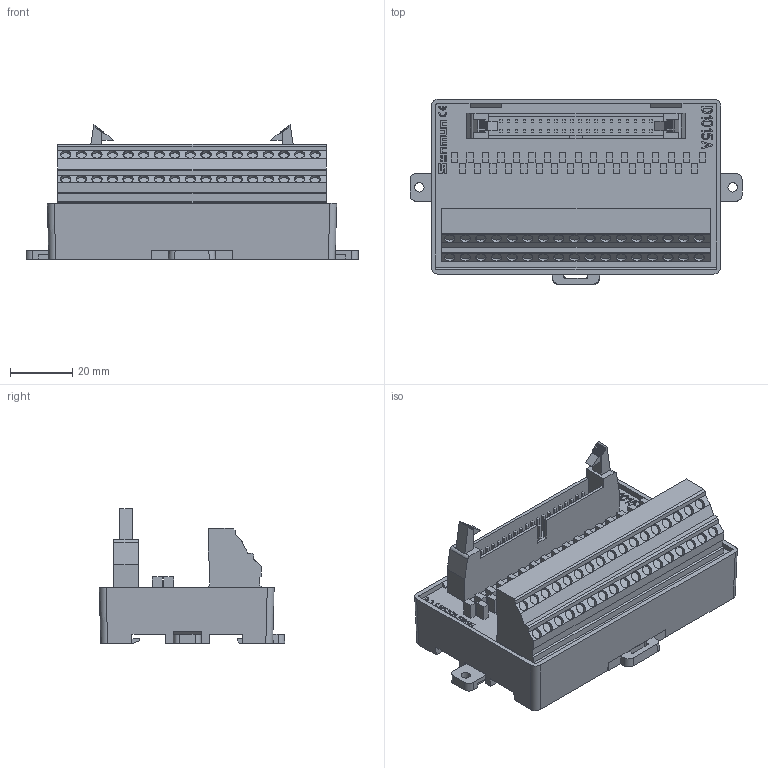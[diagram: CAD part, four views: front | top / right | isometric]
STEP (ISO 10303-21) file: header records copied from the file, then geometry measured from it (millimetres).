
FILE_DESCRIPTION(/* description */ (''),/* implementation_level */ '2;1');
FILE_NAME(/* name */ '123.stp',/* time_stamp */ '2024-08-09T17:22:49+08:00',/* author */ (''),/* organization */ (''),/* preprocessor_version */ 'ST-DEVELOPER v14',/* originating_system */ 'SIEMENS PLM Software NX 8.0',/* authorisation */ '');
FILE_SCHEMA (('AUTOMOTIVE_DESIGN { 1 0 10303 214 3 1 1 1 }'));
Length unit declared in the file: millimetre
Products named in the file (1): Admi3A7495C6xlec
Bounding box: 106.5 x 59.51 x 43.25 mm (x, y, z)
Volume: 106758.6 mm3; surface area: 29247.1 mm2
Topology: 3 solids, 3 shells, 912 faces, 2310 edges, 1541 vertices
Faces by surface type: plane 815, cylinder 83, extrusion 12, bspline 2
Full cylindrical faces by diameter (mm): 3 x2, 3.3 x34
Entity records: 29728 total; most frequent: CARTESIAN_POINT 5914, ORIENTED_EDGE 4510, DIRECTION 4043, EDGE_CURVE 2255, VECTOR 1921, LINE 1909, VERTEX_POINT 1524, EDGE_LOOP 1097
